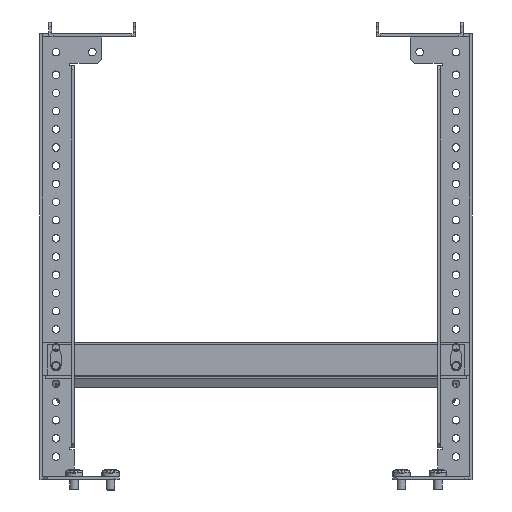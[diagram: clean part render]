
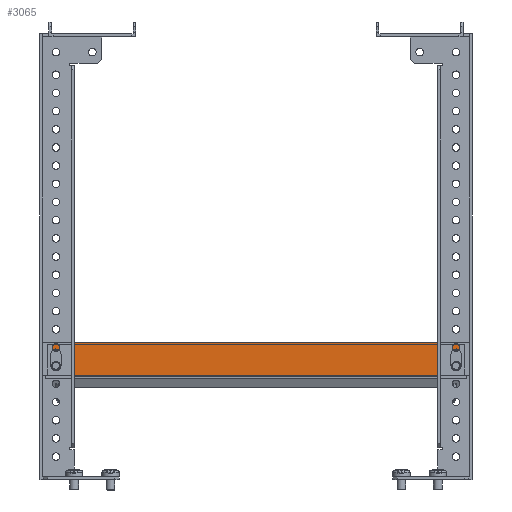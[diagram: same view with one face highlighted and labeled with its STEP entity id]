
A CAD part, left-side view. The second image highlights one B-rep face of the part: STEP entity #3065.
In plain terms, the highlighted face is planar.
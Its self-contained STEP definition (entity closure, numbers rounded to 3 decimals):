
#379 = AXIS2_PLACEMENT_3D ( 'NONE', #5540, #5709, #26533 ) ;
#589 = CARTESIAN_POINT ( 'NONE',  ( -228.25, 0., -7. ) ) ;
#954 = CARTESIAN_POINT ( 'NONE',  ( -190.407, 0., -0.5 ) ) ;
#1102 = ORIENTED_EDGE ( 'NONE', *, *, #20825, .F. ) ;
#1814 = VECTOR ( 'NONE', #23604, 1000. ) ;
#1958 = ORIENTED_EDGE ( 'NONE', *, *, #28753, .T. ) ;
#2302 = CARTESIAN_POINT ( 'NONE',  ( -220.25, 0., -10.5 ) ) ;
#2807 = EDGE_CURVE ( 'NONE', #5628, #25105, #14574, .T. ) ;
#3016 = DIRECTION ( 'NONE',  ( 0., 0., -1. ) ) ;
#3065 = ADVANCED_FACE ( 'NONE', ( #17991, #20403, #7033 ), #26980, .F. ) ;
#3178 = CARTESIAN_POINT ( 'NONE',  ( -234.75, 0., -295.5 ) ) ;
#3320 = VECTOR ( 'NONE', #19228, 1000. ) ;
#3465 = CARTESIAN_POINT ( 'NONE',  ( -212.248, 0., 2.859 ) ) ;
#3731 = DIRECTION ( 'NONE',  ( -1., 0., 0. ) ) ;
#4731 = VECTOR ( 'NONE', #8687, 1000. ) ;
#5045 = AXIS2_PLACEMENT_3D ( 'NONE', #17066, #23653, #3731 ) ;
#5117 = VERTEX_POINT ( 'NONE', #28551 ) ;
#5452 = DIRECTION ( 'NONE',  ( -1., 0., 0. ) ) ;
#5540 = CARTESIAN_POINT ( 'NONE',  ( -228.25, 0., -10.5 ) ) ;
#5596 = DIRECTION ( 'NONE',  ( -1., 0., 0. ) ) ;
#5628 = VERTEX_POINT ( 'NONE', #8135 ) ;
#5709 = DIRECTION ( 'NONE',  ( 0., 1., 0. ) ) ;
#6301 = ORIENTED_EDGE ( 'NONE', *, *, #22402, .F. ) ;
#6443 = DIRECTION ( 'NONE',  ( 0., -1., 0. ) ) ;
#6456 = ORIENTED_EDGE ( 'NONE', *, *, #20168, .F. ) ;
#6720 = CARTESIAN_POINT ( 'NONE',  ( -228.25, 0., -289. ) ) ;
#7033 = FACE_BOUND ( 'NONE', #21681, .T. ) ;
#7162 = EDGE_CURVE ( 'NONE', #19440, #25105, #24005, .T. ) ;
#7382 = CARTESIAN_POINT ( 'NONE',  ( -228.25, 0., -285.5 ) ) ;
#7398 = LINE ( 'NONE', #18956, #1814 ) ;
#7716 = LINE ( 'NONE', #19420, #23104 ) ;
#7972 = CARTESIAN_POINT ( 'NONE',  ( -228.25, 0., -285.5 ) ) ;
#7989 = DIRECTION ( 'NONE',  ( 0., -1., 0. ) ) ;
#8135 = CARTESIAN_POINT ( 'NONE',  ( -234.75, 0., -295.5 ) ) ;
#8223 = CARTESIAN_POINT ( 'NONE',  ( -234.75, 0., -0.5 ) ) ;
#8384 = EDGE_LOOP ( 'NONE', ( #6301, #13767, #22682, #6456, #21036 ) ) ;
#8684 = EDGE_CURVE ( 'NONE', #21913, #25809, #16653, .T. ) ;
#8687 = DIRECTION ( 'NONE',  ( 1., 0., 0. ) ) ;
#9327 = VECTOR ( 'NONE', #23422, 1000. ) ;
#9885 = EDGE_CURVE ( 'NONE', #5117, #21558, #10027, .T. ) ;
#9928 = AXIS2_PLACEMENT_3D ( 'NONE', #14791, #14341, #5452 ) ;
#9937 = CARTESIAN_POINT ( 'NONE',  ( -220.25, 0., -14. ) ) ;
#10027 = CIRCLE ( 'NONE', #17228, 3.5 ) ;
#10445 = VERTEX_POINT ( 'NONE', #22306 ) ;
#10598 = EDGE_LOOP ( 'NONE', ( #26221, #1102, #19491, #29577 ) ) ;
#10760 = VERTEX_POINT ( 'NONE', #26019 ) ;
#12064 = DIRECTION ( 'NONE',  ( 0., -1., 0. ) ) ;
#12268 = LINE ( 'NONE', #24242, #14209 ) ;
#12713 = AXIS2_PLACEMENT_3D ( 'NONE', #16201, #6443, #20570 ) ;
#13522 = EDGE_CURVE ( 'NONE', #10445, #28992, #18561, .T. ) ;
#13767 = ORIENTED_EDGE ( 'NONE', *, *, #20147, .F. ) ;
#13781 = CIRCLE ( 'NONE', #9928, 3.5 ) ;
#13947 = CARTESIAN_POINT ( 'NONE',  ( -212.248, 0., -295.5 ) ) ;
#14209 = VECTOR ( 'NONE', #21409, 1000. ) ;
#14210 = VERTEX_POINT ( 'NONE', #8223 ) ;
#14295 = VERTEX_POINT ( 'NONE', #6720 ) ;
#14334 = VECTOR ( 'NONE', #28879, 1000. ) ;
#14341 = DIRECTION ( 'NONE',  ( 0., 1., 0. ) ) ;
#14574 = LINE ( 'NONE', #3178, #9327 ) ;
#14577 = LINE ( 'NONE', #954, #3320 ) ;
#14791 = CARTESIAN_POINT ( 'NONE',  ( -228.25, 0., -10.5 ) ) ;
#14939 = EDGE_CURVE ( 'NONE', #19440, #14210, #14577, .T. ) ;
#15056 = CARTESIAN_POINT ( 'NONE',  ( -212.248, 0., -0.5 ) ) ;
#16077 = ORIENTED_EDGE ( 'NONE', *, *, #16385, .T. ) ;
#16180 = CARTESIAN_POINT ( 'NONE',  ( -228.25, 0., -7. ) ) ;
#16201 = CARTESIAN_POINT ( 'NONE',  ( -189.783, 0., -148. ) ) ;
#16309 = CARTESIAN_POINT ( 'NONE',  ( -220.25, 0., -289. ) ) ;
#16385 = EDGE_CURVE ( 'NONE', #14295, #26757, #7716, .T. ) ;
#16607 = ORIENTED_EDGE ( 'NONE', *, *, #26424, .T. ) ;
#16653 = CIRCLE ( 'NONE', #379, 3.5 ) ;
#17033 = VECTOR ( 'NONE', #3016, 1000. ) ;
#17066 = CARTESIAN_POINT ( 'NONE',  ( -220.25, 0., -285.5 ) ) ;
#17138 = DIRECTION ( 'NONE',  ( -1., 0., 0. ) ) ;
#17228 = AXIS2_PLACEMENT_3D ( 'NONE', #7382, #7989, #5596 ) ;
#17991 = FACE_OUTER_BOUND ( 'NONE', #10598, .T. ) ;
#18028 = DIRECTION ( 'NONE',  ( -1., 0., 0. ) ) ;
#18060 = CARTESIAN_POINT ( 'NONE',  ( -231.75, 0., -10.5 ) ) ;
#18483 = CIRCLE ( 'NONE', #5045, 3.5 ) ;
#18561 = CIRCLE ( 'NONE', #24310, 3.5 ) ;
#18956 = CARTESIAN_POINT ( 'NONE',  ( -228.25, 0., -14. ) ) ;
#19228 = DIRECTION ( 'NONE',  ( -1., 0., 0. ) ) ;
#19420 = CARTESIAN_POINT ( 'NONE',  ( -228.25, 0., -289. ) ) ;
#19440 = VERTEX_POINT ( 'NONE', #15056 ) ;
#19491 = ORIENTED_EDGE ( 'NONE', *, *, #14939, .F. ) ;
#20011 = ORIENTED_EDGE ( 'NONE', *, *, #9885, .T. ) ;
#20147 = EDGE_CURVE ( 'NONE', #25809, #25118, #13781, .T. ) ;
#20168 = EDGE_CURVE ( 'NONE', #28992, #21913, #7398, .T. ) ;
#20403 = FACE_BOUND ( 'NONE', #8384, .T. ) ;
#20570 = DIRECTION ( 'NONE',  ( 1., 0., 0. ) ) ;
#20825 = EDGE_CURVE ( 'NONE', #14210, #5628, #12268, .T. ) ;
#21036 = ORIENTED_EDGE ( 'NONE', *, *, #13522, .F. ) ;
#21409 = DIRECTION ( 'NONE',  ( 0., 0., -1. ) ) ;
#21558 = VERTEX_POINT ( 'NONE', #28846 ) ;
#21681 = EDGE_LOOP ( 'NONE', ( #20011, #29400, #16077, #16607, #1958 ) ) ;
#21737 = EDGE_CURVE ( 'NONE', #21558, #14295, #25732, .T. ) ;
#21777 = CARTESIAN_POINT ( 'NONE',  ( -228.25, 0., -14. ) ) ;
#21913 = VERTEX_POINT ( 'NONE', #21777 ) ;
#22019 = LINE ( 'NONE', #24092, #14334 ) ;
#22306 = CARTESIAN_POINT ( 'NONE',  ( -220.25, 0., -7. ) ) ;
#22390 = DIRECTION ( 'NONE',  ( 0., 1., 0. ) ) ;
#22402 = EDGE_CURVE ( 'NONE', #25118, #10445, #24725, .T. ) ;
#22682 = ORIENTED_EDGE ( 'NONE', *, *, #8684, .F. ) ;
#23104 = VECTOR ( 'NONE', #26000, 1000. ) ;
#23422 = DIRECTION ( 'NONE',  ( 1., 0., 0. ) ) ;
#23604 = DIRECTION ( 'NONE',  ( -1., 0., 0. ) ) ;
#23653 = DIRECTION ( 'NONE',  ( 0., -1., 0. ) ) ;
#24005 = LINE ( 'NONE', #3465, #17033 ) ;
#24092 = CARTESIAN_POINT ( 'NONE',  ( -228.25, 0., -282. ) ) ;
#24242 = CARTESIAN_POINT ( 'NONE',  ( -234.75, 0., -0.5 ) ) ;
#24310 = AXIS2_PLACEMENT_3D ( 'NONE', #2302, #22390, #18028 ) ;
#24725 = LINE ( 'NONE', #16180, #4731 ) ;
#24786 = AXIS2_PLACEMENT_3D ( 'NONE', #7972, #12064, #17138 ) ;
#25105 = VERTEX_POINT ( 'NONE', #13947 ) ;
#25118 = VERTEX_POINT ( 'NONE', #589 ) ;
#25732 = CIRCLE ( 'NONE', #24786, 3.5 ) ;
#25809 = VERTEX_POINT ( 'NONE', #18060 ) ;
#26000 = DIRECTION ( 'NONE',  ( 1., 0., 0. ) ) ;
#26019 = CARTESIAN_POINT ( 'NONE',  ( -220.25, 0., -282. ) ) ;
#26221 = ORIENTED_EDGE ( 'NONE', *, *, #2807, .F. ) ;
#26424 = EDGE_CURVE ( 'NONE', #26757, #10760, #18483, .T. ) ;
#26533 = DIRECTION ( 'NONE',  ( -1., 0., 0. ) ) ;
#26757 = VERTEX_POINT ( 'NONE', #16309 ) ;
#26980 = PLANE ( 'NONE',  #12713 ) ;
#28551 = CARTESIAN_POINT ( 'NONE',  ( -228.25, 0., -282. ) ) ;
#28753 = EDGE_CURVE ( 'NONE', #10760, #5117, #22019, .T. ) ;
#28846 = CARTESIAN_POINT ( 'NONE',  ( -231.75, 0., -285.5 ) ) ;
#28879 = DIRECTION ( 'NONE',  ( -1., 0., 0. ) ) ;
#28992 = VERTEX_POINT ( 'NONE', #9937 ) ;
#29400 = ORIENTED_EDGE ( 'NONE', *, *, #21737, .T. ) ;
#29577 = ORIENTED_EDGE ( 'NONE', *, *, #7162, .T. ) ;
